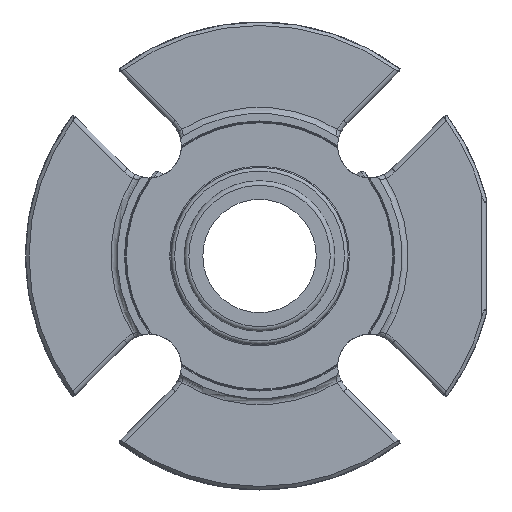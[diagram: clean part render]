
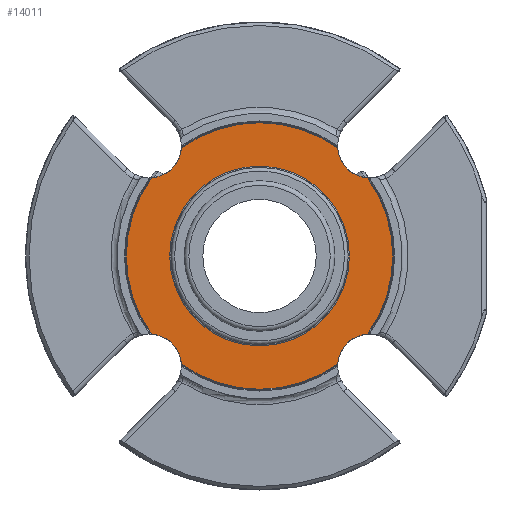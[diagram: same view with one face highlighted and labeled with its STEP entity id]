
A CAD part, left-side view. The second image highlights one B-rep face of the part: STEP entity #14011.
In plain terms, the highlighted planar face has unit normal (-1, 0, 0).
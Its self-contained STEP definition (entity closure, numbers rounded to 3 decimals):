
#1884=PLANE('',#14942);
#4250=ORIENTED_EDGE('',*,*,#6039,.T.);
#4251=ORIENTED_EDGE('',*,*,#6040,.T.);
#4252=ORIENTED_EDGE('',*,*,#5999,.T.);
#4253=ORIENTED_EDGE('',*,*,#6041,.T.);
#4254=ORIENTED_EDGE('',*,*,#5989,.T.);
#4255=ORIENTED_EDGE('',*,*,#6042,.T.);
#4256=ORIENTED_EDGE('',*,*,#6020,.T.);
#4257=ORIENTED_EDGE('',*,*,#6043,.T.);
#4258=ORIENTED_EDGE('',*,*,#6013,.T.);
#5989=EDGE_CURVE('',#7045,#7044,#7631,.T.);
#5999=EDGE_CURVE('',#7051,#7050,#7636,.T.);
#6013=EDGE_CURVE('',#7061,#7060,#7643,.T.);
#6020=EDGE_CURVE('',#7066,#7065,#7645,.T.);
#6039=EDGE_CURVE('',#7079,#7079,#7662,.F.);
#6040=EDGE_CURVE('',#7060,#7051,#7663,.T.);
#6041=EDGE_CURVE('',#7050,#7045,#7664,.T.);
#6042=EDGE_CURVE('',#7044,#7066,#7665,.T.);
#6043=EDGE_CURVE('',#7065,#7061,#7666,.T.);
#7044=VERTEX_POINT('',#23731);
#7045=VERTEX_POINT('',#23733);
#7050=VERTEX_POINT('',#23758);
#7051=VERTEX_POINT('',#23760);
#7060=VERTEX_POINT('',#23794);
#7061=VERTEX_POINT('',#23796);
#7065=VERTEX_POINT('',#23816);
#7066=VERTEX_POINT('',#23818);
#7079=VERTEX_POINT('',#23870);
#7631=CIRCLE('',#14887,7.);
#7636=CIRCLE('',#14894,7.);
#7643=CIRCLE('',#14904,7.);
#7645=CIRCLE('',#14907,7.);
#7662=CIRCLE('',#14941,19.803);
#7663=CIRCLE('',#14943,29.362);
#7664=CIRCLE('',#14944,29.362);
#7665=CIRCLE('',#14945,29.362);
#7666=CIRCLE('',#14946,29.362);
#8293=EDGE_LOOP('',(#4250));
#8294=EDGE_LOOP('',(#4251,#4252,#4253,#4254,#4255,#4256,#4257,#4258));
#8997=FACE_BOUND('',#8293,.T.);
#8998=FACE_BOUND('',#8294,.T.);
#14011=ADVANCED_FACE('',(#8997,#8998),#1884,.T.);
#14887=AXIS2_PLACEMENT_3D('',#23732,#17102,#17103);
#14894=AXIS2_PLACEMENT_3D('',#23759,#17118,#17119);
#14904=AXIS2_PLACEMENT_3D('',#23795,#17142,#17143);
#14907=AXIS2_PLACEMENT_3D('',#23817,#17150,#17151);
#14941=AXIS2_PLACEMENT_3D('',#23869,#17219,#17220);
#14942=AXIS2_PLACEMENT_3D('',#23871,#17221,#17222);
#14943=AXIS2_PLACEMENT_3D('',#23872,#17223,#17224);
#14944=AXIS2_PLACEMENT_3D('',#23873,#17225,#17226);
#14945=AXIS2_PLACEMENT_3D('',#23874,#17227,#17228);
#14946=AXIS2_PLACEMENT_3D('',#23875,#17229,#17230);
#17102=DIRECTION('',(1.,0.,0.));
#17103=DIRECTION('',(0.,1.,0.));
#17118=DIRECTION('',(1.,0.,0.));
#17119=DIRECTION('',(0.,0.,1.));
#17142=DIRECTION('',(1.,0.,0.));
#17143=DIRECTION('',(0.,-1.,0.));
#17150=DIRECTION('',(1.,0.,0.));
#17151=DIRECTION('',(0.,0.,-1.));
#17219=DIRECTION('',(-1.,0.,0.));
#17220=DIRECTION('',(0.,-1.,0.));
#17221=DIRECTION('',(-1.,0.,0.));
#17222=DIRECTION('',(0.,0.,-1.));
#17223=DIRECTION('',(-1.,0.,0.));
#17224=DIRECTION('',(0.,0.,-1.));
#17225=DIRECTION('',(-1.,0.,0.));
#17226=DIRECTION('',(0.,0.,-1.));
#17227=DIRECTION('',(-1.,0.,0.));
#17228=DIRECTION('',(0.,0.,-1.));
#17229=DIRECTION('',(-1.,0.,0.));
#17230=DIRECTION('',(0.,0.,-1.));
#23731=CARTESIAN_POINT('',(-0.825,17.233,-23.774));
#23732=CARTESIAN_POINT('',(-0.825,24.218,-24.218));
#23733=CARTESIAN_POINT('',(-0.825,23.774,-17.233));
#23758=CARTESIAN_POINT('',(-0.826,23.774,17.233));
#23759=CARTESIAN_POINT('',(-0.826,24.218,24.218));
#23760=CARTESIAN_POINT('',(-0.826,17.233,23.774));
#23794=CARTESIAN_POINT('',(-0.826,-17.233,23.774));
#23795=CARTESIAN_POINT('',(-0.826,-24.218,24.218));
#23796=CARTESIAN_POINT('',(-0.826,-23.774,17.233));
#23816=CARTESIAN_POINT('',(-0.826,-23.774,-17.233));
#23817=CARTESIAN_POINT('',(-0.826,-24.218,-24.218));
#23818=CARTESIAN_POINT('',(-0.826,-17.233,-23.774));
#23869=CARTESIAN_POINT('',(-0.826,0.,0.));
#23870=CARTESIAN_POINT('',(-0.826,-19.803,0.));
#23871=CARTESIAN_POINT('',(-0.825,0.,-23.012));
#23872=CARTESIAN_POINT('',(-0.826,0.,0.));
#23873=CARTESIAN_POINT('',(-0.826,0.,0.));
#23874=CARTESIAN_POINT('',(-0.826,0.,0.));
#23875=CARTESIAN_POINT('',(-0.826,0.,0.));
